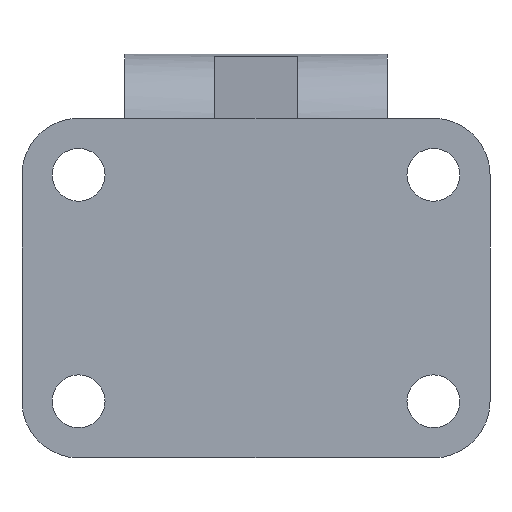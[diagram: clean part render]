
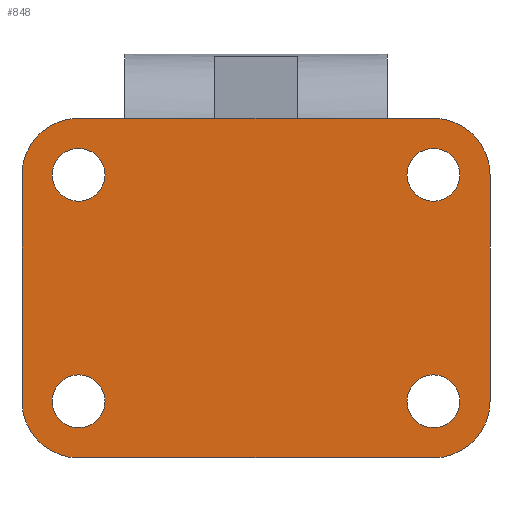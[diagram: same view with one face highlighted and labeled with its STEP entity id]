
A CAD part, front view. The second image highlights one B-rep face of the part: STEP entity #848.
In plain terms, the highlighted planar face has unit normal (0, -1, 0).
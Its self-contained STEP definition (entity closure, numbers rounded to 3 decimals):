
#34=LINE('',#1191,#60);
#38=LINE('',#1201,#64);
#41=LINE('',#1209,#67);
#44=LINE('',#1217,#70);
#60=VECTOR('',#999,1000.);
#64=VECTOR('',#1009,1000.);
#67=VECTOR('',#1018,1000.);
#70=VECTOR('',#1027,1000.);
#83=PLANE('',#907);
#146=ORIENTED_EDGE('',*,*,#262,.T.);
#147=ORIENTED_EDGE('',*,*,#263,.T.);
#148=ORIENTED_EDGE('',*,*,#264,.T.);
#149=ORIENTED_EDGE('',*,*,#265,.T.);
#150=ORIENTED_EDGE('',*,*,#246,.F.);
#151=ORIENTED_EDGE('',*,*,#261,.F.);
#152=ORIENTED_EDGE('',*,*,#259,.F.);
#153=ORIENTED_EDGE('',*,*,#257,.F.);
#154=ORIENTED_EDGE('',*,*,#255,.F.);
#155=ORIENTED_EDGE('',*,*,#253,.F.);
#156=ORIENTED_EDGE('',*,*,#251,.F.);
#157=ORIENTED_EDGE('',*,*,#249,.F.);
#246=EDGE_CURVE('',#312,#313,#34,.T.);
#249=EDGE_CURVE('',#313,#314,#358,.T.);
#251=EDGE_CURVE('',#314,#315,#38,.T.);
#253=EDGE_CURVE('',#315,#316,#359,.T.);
#255=EDGE_CURVE('',#316,#317,#41,.T.);
#257=EDGE_CURVE('',#317,#318,#360,.T.);
#259=EDGE_CURVE('',#318,#319,#44,.T.);
#261=EDGE_CURVE('',#319,#312,#361,.T.);
#262=EDGE_CURVE('',#320,#320,#362,.T.);
#263=EDGE_CURVE('',#321,#321,#363,.T.);
#264=EDGE_CURVE('',#322,#322,#364,.T.);
#265=EDGE_CURVE('',#323,#323,#365,.T.);
#312=VERTEX_POINT('',#1192);
#313=VERTEX_POINT('',#1193);
#314=VERTEX_POINT('',#1198);
#315=VERTEX_POINT('',#1202);
#316=VERTEX_POINT('',#1206);
#317=VERTEX_POINT('',#1210);
#318=VERTEX_POINT('',#1214);
#319=VERTEX_POINT('',#1218);
#320=VERTEX_POINT('',#1224);
#321=VERTEX_POINT('',#1226);
#322=VERTEX_POINT('',#1228);
#323=VERTEX_POINT('',#1230);
#358=CIRCLE('',#897,15.);
#359=CIRCLE('',#900,15.);
#360=CIRCLE('',#903,15.);
#361=CIRCLE('',#906,15.);
#362=CIRCLE('',#908,7.);
#363=CIRCLE('',#909,7.);
#364=CIRCLE('',#910,7.);
#365=CIRCLE('',#911,7.);
#404=EDGE_LOOP('',(#146));
#405=EDGE_LOOP('',(#147));
#406=EDGE_LOOP('',(#148));
#407=EDGE_LOOP('',(#149));
#408=EDGE_LOOP('',(#150,#151,#152,#153,#154,#155,#156,#157));
#480=FACE_BOUND('',#404,.T.);
#481=FACE_BOUND('',#405,.T.);
#482=FACE_BOUND('',#406,.T.);
#483=FACE_BOUND('',#407,.T.);
#484=FACE_BOUND('',#408,.T.);
#848=ADVANCED_FACE('',(#480,#481,#482,#483,#484),#83,.F.);
#897=AXIS2_PLACEMENT_3D('',#1197,#1004,#1005);
#900=AXIS2_PLACEMENT_3D('',#1205,#1013,#1014);
#903=AXIS2_PLACEMENT_3D('',#1213,#1022,#1023);
#906=AXIS2_PLACEMENT_3D('',#1221,#1031,#1032);
#907=AXIS2_PLACEMENT_3D('',#1222,#1033,#1034);
#908=AXIS2_PLACEMENT_3D('',#1223,#1035,#1036);
#909=AXIS2_PLACEMENT_3D('',#1225,#1037,#1038);
#910=AXIS2_PLACEMENT_3D('',#1227,#1039,#1040);
#911=AXIS2_PLACEMENT_3D('',#1229,#1041,#1042);
#999=DIRECTION('',(0.,0.,1.));
#1004=DIRECTION('',(0.,1.,0.));
#1005=DIRECTION('',(1.,0.,0.));
#1009=DIRECTION('',(1.,0.,0.));
#1013=DIRECTION('',(0.,1.,0.));
#1014=DIRECTION('',(1.,0.,0.));
#1018=DIRECTION('',(0.,0.,-1.));
#1022=DIRECTION('',(0.,1.,0.));
#1023=DIRECTION('',(1.,0.,0.));
#1027=DIRECTION('',(-1.,0.,0.));
#1031=DIRECTION('',(0.,1.,0.));
#1032=DIRECTION('',(1.,0.,0.));
#1033=DIRECTION('',(0.,1.,0.));
#1034=DIRECTION('',(0.,0.,1.));
#1035=DIRECTION('',(0.,1.,0.));
#1036=DIRECTION('',(0.,0.,1.));
#1037=DIRECTION('',(0.,1.,0.));
#1038=DIRECTION('',(0.,0.,1.));
#1039=DIRECTION('',(0.,1.,0.));
#1040=DIRECTION('',(0.,0.,1.));
#1041=DIRECTION('',(0.,1.,0.));
#1042=DIRECTION('',(0.,0.,1.));
#1191=CARTESIAN_POINT('',(-62.,0.,-30.));
#1192=CARTESIAN_POINT('',(-62.,0.,-30.));
#1193=CARTESIAN_POINT('',(-62.,0.,30.));
#1197=CARTESIAN_POINT('',(-47.,0.,30.));
#1198=CARTESIAN_POINT('',(-47.,0.,45.));
#1201=CARTESIAN_POINT('',(-47.,0.,45.));
#1202=CARTESIAN_POINT('',(47.,0.,45.));
#1205=CARTESIAN_POINT('',(47.,0.,30.));
#1206=CARTESIAN_POINT('',(62.,0.,30.));
#1209=CARTESIAN_POINT('',(62.,0.,30.));
#1210=CARTESIAN_POINT('',(62.,0.,-30.));
#1213=CARTESIAN_POINT('',(47.,0.,-30.));
#1214=CARTESIAN_POINT('',(47.,0.,-45.));
#1217=CARTESIAN_POINT('',(47.,0.,-45.));
#1218=CARTESIAN_POINT('',(-47.,0.,-45.));
#1221=CARTESIAN_POINT('',(-47.,0.,-30.));
#1222=CARTESIAN_POINT('',(-47.,0.,30.));
#1223=CARTESIAN_POINT('',(47.,0.,-30.));
#1224=CARTESIAN_POINT('',(47.,0.,-23.));
#1225=CARTESIAN_POINT('',(47.,0.,30.));
#1226=CARTESIAN_POINT('',(47.,0.,37.));
#1227=CARTESIAN_POINT('',(-47.,0.,-30.));
#1228=CARTESIAN_POINT('',(-47.,0.,-23.));
#1229=CARTESIAN_POINT('',(-47.,0.,30.));
#1230=CARTESIAN_POINT('',(-47.,0.,37.));
